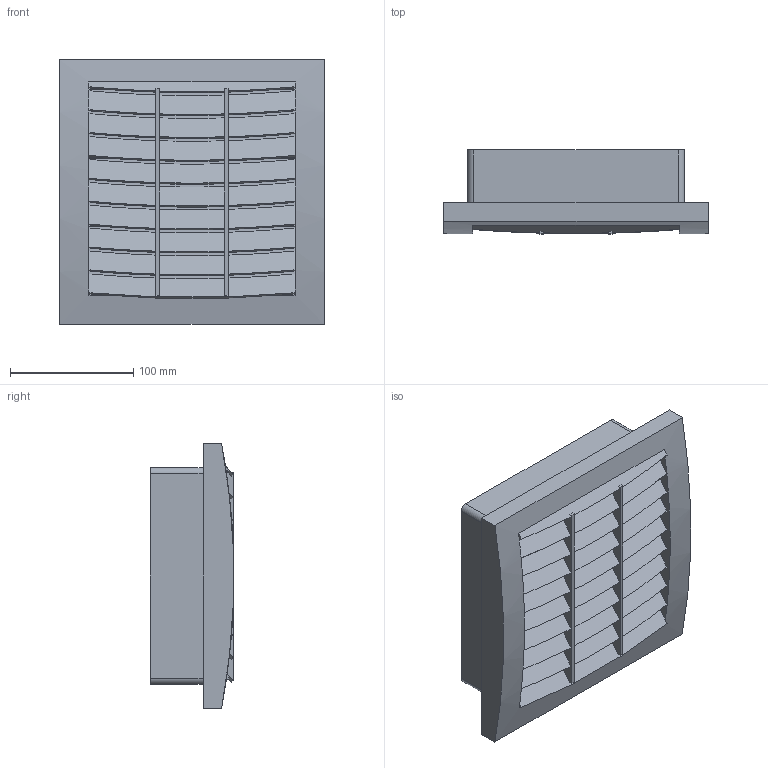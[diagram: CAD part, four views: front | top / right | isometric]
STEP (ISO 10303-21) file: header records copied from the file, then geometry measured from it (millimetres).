
FILE_DESCRIPTION (( 'STEP AP214' ), '1' );
FILE_NAME ('118720-00.STEP', '2019-08-05T12:28:54', ( '' ), ( '' ), 'SwSTEP 2.0', 'SolidWorks 2018', '' );
FILE_SCHEMA (( 'AUTOMOTIVE_DESIGN' ));
Length unit declared in the file: inch
Products named in the file (1): 118720-00
Bounding box: 215 x 68 x 215 mm (x, y, z)
Volume: 669079.2 mm3; surface area: 309292.3 mm2
Topology: 1 solids, 1 shells, 493 faces, 1496 edges, 992 vertices
Faces by surface type: plane 273, cylinder 220
Entity records: 17338 total; most frequent: ORIENTED_EDGE 2992, CARTESIAN_POINT 2982, DIRECTION 2936, EDGE_CURVE 1496, VECTOR 1044, LINE 1044, VERTEX_POINT 992, AXIS2_PLACEMENT_3D 946
